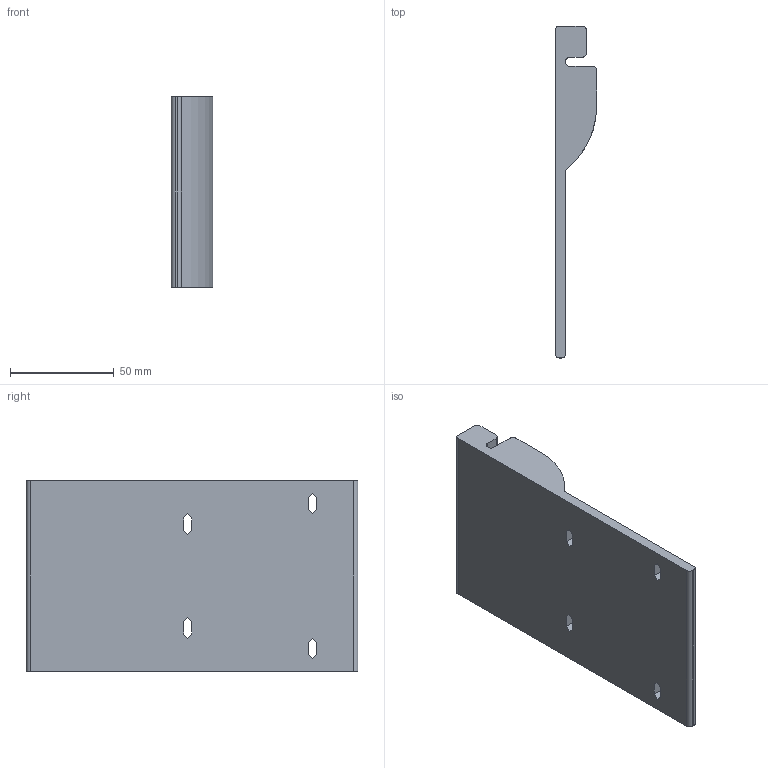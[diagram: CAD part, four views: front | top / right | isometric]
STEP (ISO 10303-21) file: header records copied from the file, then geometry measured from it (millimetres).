
FILE_DESCRIPTION(/* description */ (''),/* implementation_level */ '2;1');
FILE_NAME(/* name */ 'RailSlidingPlatform.step',/* time_stamp */ '2025-05-05T00:19:35+02:00',/* author */ (''),/* organization */ (''),/* preprocessor_version */ 'ST-DEVELOPER v20.1',/* originating_system */ 'Autodesk Translation Framework v14.4.0.0',/* authorisation */ '');
FILE_SCHEMA (('AUTOMOTIVE_DESIGN { 1 0 10303 214 3 1 1 }'));
Length unit declared in the file: millimetre
Products named in the file (2): BalconyLightsPlatformForCOPAL; BalconyLightsPlatformForCOPAL_1
Assembly tree (1 placements, depth 2):
  BalconyLightsPlatformForCOPAL
    BalconyLightsPlatformForCOPAL_1
Bounding box: 20 x 160 x 92 mm (x, y, z)
Volume: 142365.8 mm3; surface area: 36690.7 mm2
Topology: 1 solids, 1 shells, 44 faces, 126 edges, 84 vertices
Faces by surface type: plane 35, cylinder 9
Entity records: 1497 total; most frequent: CARTESIAN_POINT 257, ORIENTED_EDGE 252, DIRECTION 238, EDGE_CURVE 126, LINE 108, VECTOR 108, VERTEX_POINT 84, AXIS2_PLACEMENT_3D 65
